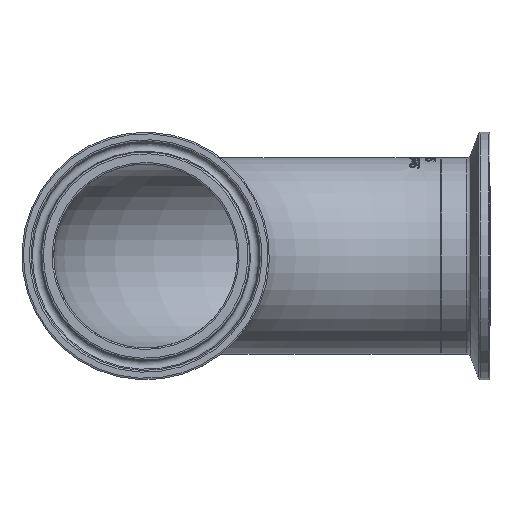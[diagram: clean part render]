
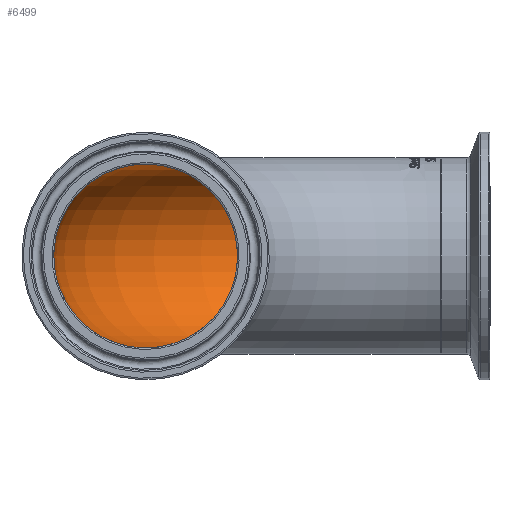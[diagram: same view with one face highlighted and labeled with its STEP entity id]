
A CAD part, left-side view. The second image highlights one B-rep face of the part: STEP entity #6499.
In plain terms, the highlighted toroidal (fillet/blend) face has major radius 76.2 mm and minor radius 23.749 mm.
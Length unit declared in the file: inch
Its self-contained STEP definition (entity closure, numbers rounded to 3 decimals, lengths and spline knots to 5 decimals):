
#63=CIRCLE('',#6736,0.935);
#64=CIRCLE('',#6737,0.935);
#137=FACE_BOUND('',#1877,.T.);
#1433=FACE_OUTER_BOUND('',#1876,.T.);
#1876=EDGE_LOOP('',(#6010));
#1877=EDGE_LOOP('',(#6011));
#3145=VERTEX_POINT('',#14850);
#3146=VERTEX_POINT('',#14852);
#4103=EDGE_CURVE('',#3145,#3145,#63,.T.);
#4104=EDGE_CURVE('',#3146,#3146,#64,.T.);
#6010=ORIENTED_EDGE('',*,*,#4103,.F.);
#6011=ORIENTED_EDGE('',*,*,#4104,.F.);
#6069=TOROIDAL_SURFACE('',#6735,3.,0.935);
#6499=ADVANCED_FACE('',(#1433,#137),#6069,.F.);
#6735=AXIS2_PLACEMENT_3D('',#14849,#7507,#7508);
#6736=AXIS2_PLACEMENT_3D('',#14851,#7509,#7510);
#6737=AXIS2_PLACEMENT_3D('',#14853,#7511,#7512);
#7507=DIRECTION('center_axis',(0.,0.,
1.));
#7508=DIRECTION('ref_axis',(1.,0.,0.));
#7509=DIRECTION('center_axis',(1.,0.,0.));
#7510=DIRECTION('ref_axis',(0.,1.,0.));
#7511=DIRECTION('center_axis',(0.,1.,0.));
#7512=DIRECTION('ref_axis',(1.,0.,0.));
#14849=CARTESIAN_POINT('Origin',(-3.,0.,0.));
#14850=CARTESIAN_POINT('',(-3.,3.935,0.));
#14851=CARTESIAN_POINT('Origin',(-3.,3.,0.));
#14852=CARTESIAN_POINT('',(0.935,0.,0.));
#14853=CARTESIAN_POINT('Origin',(0.,0.,
0.));
